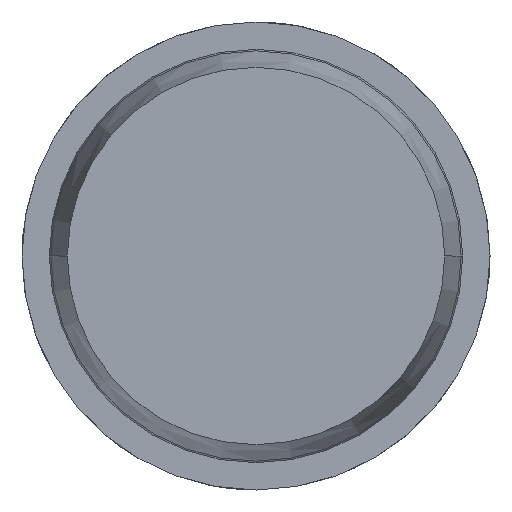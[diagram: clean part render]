
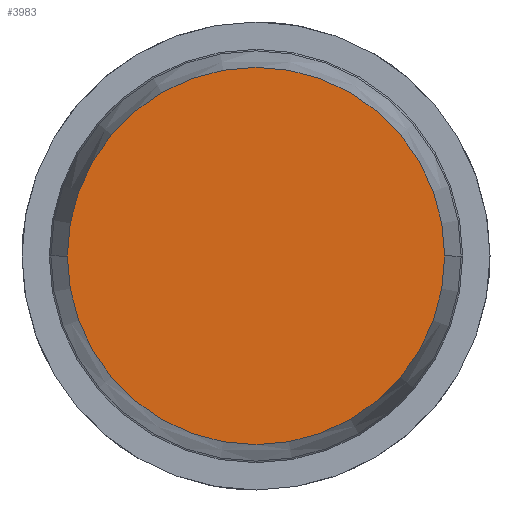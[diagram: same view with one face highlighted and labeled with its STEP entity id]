
A CAD part, front view. The second image highlights one B-rep face of the part: STEP entity #3983.
In plain terms, the highlighted planar face has unit normal (0, -1, 0).
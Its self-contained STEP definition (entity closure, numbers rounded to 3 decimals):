
#43 = DIRECTION ( 'NONE',  ( 0., -1., 0. ) ) ;
#145 = CARTESIAN_POINT ( 'NONE',  ( 1.209, -19., 0. ) ) ;
#223 = AXIS2_PLACEMENT_3D ( 'NONE', #1376, #43, #3676 ) ;
#294 = DIRECTION ( 'NONE',  ( 0., -1., 0. ) ) ;
#409 = DIRECTION ( 'NONE',  ( 0., -1., 0. ) ) ;
#1329 = DIRECTION ( 'NONE',  ( 1., 0., 0. ) ) ;
#1374 = VERTEX_POINT ( 'NONE', #2967 ) ;
#1376 = CARTESIAN_POINT ( 'NONE',  ( 0., -19., 0. ) ) ;
#1386 = ORIENTED_EDGE ( 'NONE', *, *, #3793, .T. ) ;
#1433 = CARTESIAN_POINT ( 'NONE',  ( 0., -19., 0. ) ) ;
#1754 = PLANE ( 'NONE',  #2810 ) ;
#2182 = AXIS2_PLACEMENT_3D ( 'NONE', #2952, #294, #1329 ) ;
#2192 = EDGE_CURVE ( 'Defeature ausgef�hrt1_0+Defeature ausgef�hrt1_10+Defeature ausgef�hrt1_10+Defeature ausgef�hrt1_10', #1374, #2720, #4164, .T. ) ;
#2404 = DIRECTION ( 'NONE',  ( 1., 0., 0. ) ) ;
#2504 = CIRCLE ( 'NONE', #2182, 1.209 ) ;
#2720 = VERTEX_POINT ( 'NONE', #145 ) ;
#2810 = AXIS2_PLACEMENT_3D ( 'NONE', #1433, #409, #2404 ) ;
#2952 = CARTESIAN_POINT ( 'NONE',  ( 0., -19., 0. ) ) ;
#2967 = CARTESIAN_POINT ( 'NONE',  ( -1.209, -19., 0. ) ) ;
#3168 = FACE_OUTER_BOUND ( 'NONE', #4020, .T. ) ;
#3198 = ORIENTED_EDGE ( 'NONE', *, *, #2192, .T. ) ;
#3676 = DIRECTION ( 'NONE',  ( 1., 0., 0. ) ) ;
#3793 = EDGE_CURVE ( 'Defeature ausgef�hrt1_0+Defeature ausgef�hrt1_10+Defeature ausgef�hrt1_10+Defeature ausgef�hrt1_10', #2720, #1374, #2504, .T. ) ;
#3983 = ADVANCED_FACE ( 'Defeature ausgef�hrt1_0', ( #3168 ), #1754, .T. ) ;
#4020 = EDGE_LOOP ( 'NONE', ( #3198, #1386 ) ) ;
#4164 = CIRCLE ( 'NONE', #223, 1.209 ) ;
